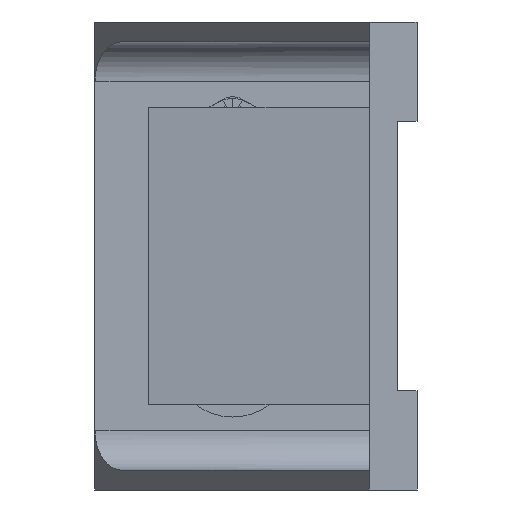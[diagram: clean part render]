
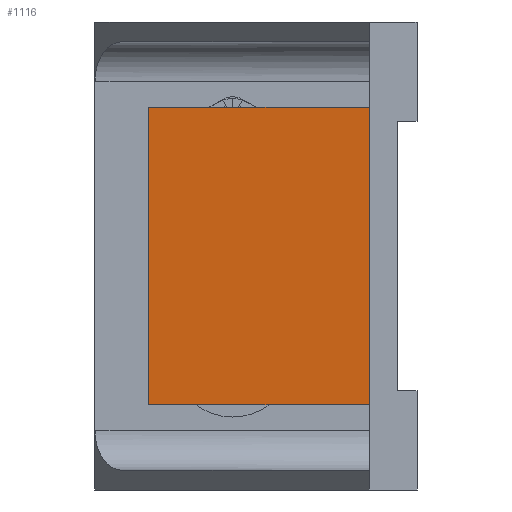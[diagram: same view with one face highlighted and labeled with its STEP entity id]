
A CAD part, left-side view. The second image highlights one B-rep face of the part: STEP entity #1116.
In plain terms, the highlighted planar face has unit normal (-0.992, 0.126, 0).
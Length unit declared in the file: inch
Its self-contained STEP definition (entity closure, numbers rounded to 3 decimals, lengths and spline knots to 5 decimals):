
#139 = DIRECTION ( 'NONE',  ( -0.126, -0.992, 0. ) ) ;
#200 = CARTESIAN_POINT ( 'NONE',  ( -1.0045, 0.677, -0.375 ) ) ;
#229 = CARTESIAN_POINT ( 'NONE',  ( -0.98866, 0.80214, -0.375 ) ) ;
#594 = LINE ( 'NONE', #5368, #2159 ) ;
#625 = EDGE_CURVE ( 'NONE', #6245, #3990, #594, .T. ) ;
#776 = PLANE ( 'NONE',  #6255 ) ;
#1116 = ADVANCED_FACE ( 'NONE', ( #5901 ), #776, .F. ) ;
#1149 = DIRECTION ( 'NONE',  ( 0., 0., -1. ) ) ;
#1237 = VECTOR ( 'NONE', #1149, 39.37008 ) ;
#1566 = VERTEX_POINT ( 'NONE', #1974 ) ;
#1677 = VECTOR ( 'NONE', #139, 39.37008 ) ;
#1974 = CARTESIAN_POINT ( 'NONE',  ( -1.0045, 0.677, 0.375 ) ) ;
#2159 = VECTOR ( 'NONE', #3128, 39.37008 ) ;
#3128 = DIRECTION ( 'NONE',  ( 0., 0., 1. ) ) ;
#3291 = CARTESIAN_POINT ( 'NONE',  ( -1.0045, 0.677, 0. ) ) ;
#3522 = CARTESIAN_POINT ( 'NONE',  ( -0.98866, 0.80214, 0.375 ) ) ;
#3775 = CARTESIAN_POINT ( 'NONE',  ( -1.075, 0.12, -0.375 ) ) ;
#3807 = ORIENTED_EDGE ( 'NONE', *, *, #5986, .F. ) ;
#3902 = EDGE_CURVE ( 'NONE', #1566, #6473, #4252, .T. ) ;
#3990 = VERTEX_POINT ( 'NONE', #6503 ) ;
#4065 = ORIENTED_EDGE ( 'NONE', *, *, #6541, .T. ) ;
#4073 = DIRECTION ( 'NONE',  ( -0.126, -0.992, 0. ) ) ;
#4252 = LINE ( 'NONE', #3291, #1237 ) ;
#4335 = LINE ( 'NONE', #229, #1677 ) ;
#4448 = DIRECTION ( 'NONE',  ( 0.992, -0.126, 0. ) ) ;
#4978 = CARTESIAN_POINT ( 'NONE',  ( -1.073, 0.13581, -0.59 ) ) ;
#4998 = DIRECTION ( 'NONE',  ( 0.126, 0.992, 0. ) ) ;
#5246 = ORIENTED_EDGE ( 'NONE', *, *, #625, .T. ) ;
#5368 = CARTESIAN_POINT ( 'NONE',  ( -1.075, 0.12, -0.59 ) ) ;
#5514 = VECTOR ( 'NONE', #4073, 39.37008 ) ;
#5901 = FACE_OUTER_BOUND ( 'NONE', #6897, .T. ) ;
#5986 = EDGE_CURVE ( 'NONE', #1566, #3990, #6023, .T. ) ;
#6023 = LINE ( 'NONE', #3522, #5514 ) ;
#6245 = VERTEX_POINT ( 'NONE', #3775 ) ;
#6255 = AXIS2_PLACEMENT_3D ( 'NONE', #4978, #4448, #4998 ) ;
#6473 = VERTEX_POINT ( 'NONE', #200 ) ;
#6503 = CARTESIAN_POINT ( 'NONE',  ( -1.075, 0.12, 0.375 ) ) ;
#6541 = EDGE_CURVE ( 'NONE', #6473, #6245, #4335, .T. ) ;
#6585 = ORIENTED_EDGE ( 'NONE', *, *, #3902, .T. ) ;
#6897 = EDGE_LOOP ( 'NONE', ( #6585, #4065, #5246, #3807 ) ) ;
